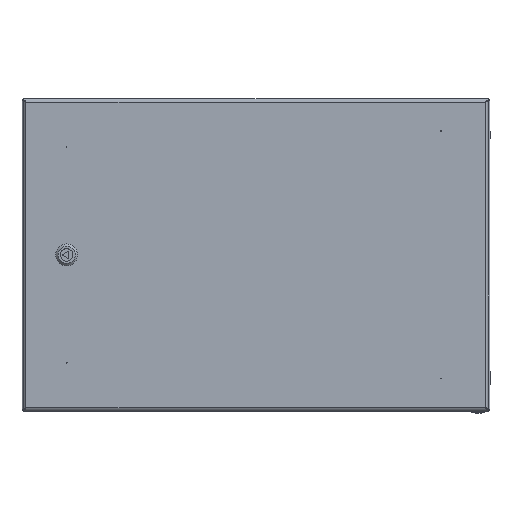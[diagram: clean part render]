
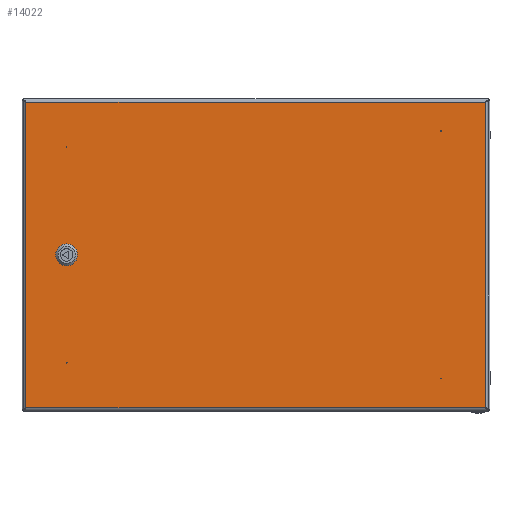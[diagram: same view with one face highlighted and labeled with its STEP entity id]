
A CAD part, top view. The second image highlights one B-rep face of the part: STEP entity #14022.
In plain terms, the highlighted face is planar.
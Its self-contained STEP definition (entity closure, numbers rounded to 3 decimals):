
#213 = EDGE_CURVE ( 'NONE', #10987, #48820, #24043, .T. ) ;
#236 = EDGE_LOOP ( 'NONE', ( #44975 ) ) ;
#486 = CARTESIAN_POINT ( 'NONE',  ( 252.75, 4.637, -1. ) ) ;
#692 = DIRECTION ( 'NONE',  ( 1., 0., 0. ) ) ;
#699 = DIRECTION ( 'NONE',  ( 1., 0., 0. ) ) ;
#1718 = DIRECTION ( 'NONE',  ( 0., 1., 0. ) ) ;
#2032 = AXIS2_PLACEMENT_3D ( 'NONE', #41560, #38106, #8684 ) ;
#2359 = DIRECTION ( 'NONE',  ( 1., 0., 0. ) ) ;
#2790 = EDGE_CURVE ( 'NONE', #47807, #7909, #17084, .T. ) ;
#3494 = EDGE_CURVE ( 'NONE', #39618, #21226, #16571, .T. ) ;
#4213 = VECTOR ( 'NONE', #50324, 1000. ) ;
#4381 = DIRECTION ( 'NONE',  ( 1., 0., 0. ) ) ;
#4549 = DIRECTION ( 'NONE',  ( 0., 0., 1. ) ) ;
#4639 = CARTESIAN_POINT ( 'NONE',  ( 247.137, -10.25, -1. ) ) ;
#4641 = VECTOR ( 'NONE', #34421, 1000. ) ;
#4872 = CARTESIAN_POINT ( 'NONE',  ( 237.863, 10.25, -1. ) ) ;
#5324 = EDGE_CURVE ( 'NONE', #48820, #39618, #44996, .T. ) ;
#5620 = CARTESIAN_POINT ( 'NONE',  ( 247.137, 10.25, -1. ) ) ;
#5806 = EDGE_LOOP ( 'NONE', ( #38088, #36413, #10378, #10055, #14500, #20793, #46329, #25165 ) ) ;
#7061 = CARTESIAN_POINT ( 'NONE',  ( 252.75, -4.637, -1. ) ) ;
#7847 = LINE ( 'NONE', #19876, #15518 ) ;
#7909 = VERTEX_POINT ( 'NONE', #4872 ) ;
#8513 = VERTEX_POINT ( 'NONE', #486 ) ;
#8611 = EDGE_CURVE ( 'NONE', #21418, #52790, #34118, .T. ) ;
#8684 = DIRECTION ( 'NONE',  ( 1., 0., 0. ) ) ;
#9203 = ORIENTED_EDGE ( 'NONE', *, *, #8611, .T. ) ;
#9315 = VERTEX_POINT ( 'NONE', #18955 ) ;
#9431 = CARTESIAN_POINT ( 'NONE',  ( 242.5, 0., -1. ) ) ;
#9515 = ORIENTED_EDGE ( 'NONE', *, *, #35168, .T. ) ;
#9571 = AXIS2_PLACEMENT_3D ( 'NONE', #48406, #52149, #48924 ) ;
#10055 = ORIENTED_EDGE ( 'NONE', *, *, #5324, .T. ) ;
#10378 = ORIENTED_EDGE ( 'NONE', *, *, #213, .T. ) ;
#10987 = VERTEX_POINT ( 'NONE', #13125 ) ;
#11746 = EDGE_CURVE ( 'NONE', #37469, #40939, #38078, .T. ) ;
#12498 = CARTESIAN_POINT ( 'NONE',  ( 1487.5, -195.8, -1. ) ) ;
#12812 = DIRECTION ( 'NONE',  ( 1., 0., 0. ) ) ;
#13014 = CIRCLE ( 'NONE', #42900, 11.25 ) ;
#13125 = CARTESIAN_POINT ( 'NONE',  ( 232.25, -4.637, -1. ) ) ;
#13714 = CARTESIAN_POINT ( 'NONE',  ( 237.863, -10.25, -1. ) ) ;
#14022 = ADVANCED_FACE ( 'NONE', ( #27589, #22253, #38563, #20595, #28113, #20084 ), #40415, .F. ) ;
#14115 = VECTOR ( 'NONE', #4381, 1000. ) ;
#14500 = ORIENTED_EDGE ( 'NONE', *, *, #3494, .T. ) ;
#15518 = VECTOR ( 'NONE', #45954, 1000. ) ;
#15704 = AXIS2_PLACEMENT_3D ( 'NONE', #20470, #33282, #699 ) ;
#15940 = CARTESIAN_POINT ( 'NONE',  ( -237.5, -158.5, -1. ) ) ;
#16571 = CIRCLE ( 'NONE', #15704, 11.25 ) ;
#16632 = EDGE_LOOP ( 'NONE', ( #17442 ) ) ;
#16841 = DIRECTION ( 'NONE',  ( -1., 0., 0. ) ) ;
#17084 = LINE ( 'NONE', #5620, #22501 ) ;
#17442 = ORIENTED_EDGE ( 'NONE', *, *, #29265, .T. ) ;
#17628 = CARTESIAN_POINT ( 'NONE',  ( -294.8, -195.8, -1. ) ) ;
#17985 = LINE ( 'NONE', #42583, #50667 ) ;
#18001 = ORIENTED_EDGE ( 'NONE', *, *, #37727, .T. ) ;
#18955 = CARTESIAN_POINT ( 'NONE',  ( 232.25, 4.637, -1. ) ) ;
#19876 = CARTESIAN_POINT ( 'NONE',  ( 294.8, 1686., -1. ) ) ;
#20084 = FACE_BOUND ( 'NONE', #5806, .T. ) ;
#20429 = EDGE_LOOP ( 'NONE', ( #9515 ) ) ;
#20470 = CARTESIAN_POINT ( 'NONE',  ( 242.5, 0., -1. ) ) ;
#20595 = FACE_BOUND ( 'NONE', #44820, .T. ) ;
#20609 = ORIENTED_EDGE ( 'NONE', *, *, #22408, .F. ) ;
#20793 = ORIENTED_EDGE ( 'NONE', *, *, #42114, .T. ) ;
#21033 = DIRECTION ( 'NONE',  ( -1., 0., 0. ) ) ;
#21226 = VERTEX_POINT ( 'NONE', #7061 ) ;
#21418 = VERTEX_POINT ( 'NONE', #23903 ) ;
#21622 = CIRCLE ( 'NONE', #2032, 11.25 ) ;
#21746 = EDGE_CURVE ( 'NONE', #7909, #9315, #21622, .T. ) ;
#21888 = DIRECTION ( 'NONE',  ( -1., 0., 0. ) ) ;
#22253 = FACE_BOUND ( 'NONE', #20429, .T. ) ;
#22330 = VERTEX_POINT ( 'NONE', #45829 ) ;
#22408 = EDGE_CURVE ( 'NONE', #40939, #52790, #31075, .T. ) ;
#22501 = VECTOR ( 'NONE', #16841, 1000. ) ;
#22955 = DIRECTION ( 'NONE',  ( 0., 0., 1. ) ) ;
#23086 = EDGE_CURVE ( 'NONE', #9315, #10987, #34146, .T. ) ;
#23746 = CARTESIAN_POINT ( 'NONE',  ( 242.5, -138.5, -1. ) ) ;
#23903 = CARTESIAN_POINT ( 'NONE',  ( 294.8, -195.8, -1. ) ) ;
#23991 = CARTESIAN_POINT ( 'NONE',  ( -238., 158.5, -1. ) ) ;
#24043 = CIRCLE ( 'NONE', #40247, 11.25 ) ;
#25165 = ORIENTED_EDGE ( 'NONE', *, *, #2790, .T. ) ;
#25212 = EDGE_CURVE ( 'NONE', #48550, #48550, #50713, .T. ) ;
#25756 = ORIENTED_EDGE ( 'NONE', *, *, #11746, .F. ) ;
#25899 = DIRECTION ( 'NONE',  ( 0., 0., 1. ) ) ;
#26087 = VERTEX_POINT ( 'NONE', #46089 ) ;
#26526 = CARTESIAN_POINT ( 'NONE',  ( -294.8, 1686., -1. ) ) ;
#27589 = FACE_BOUND ( 'NONE', #16632, .T. ) ;
#27708 = AXIS2_PLACEMENT_3D ( 'NONE', #43251, #25899, #21888 ) ;
#28113 = FACE_OUTER_BOUND ( 'NONE', #44765, .T. ) ;
#28319 = AXIS2_PLACEMENT_3D ( 'NONE', #15940, #41035, #692 ) ;
#29265 = EDGE_CURVE ( 'NONE', #49575, #49575, #49286, .T. ) ;
#30141 = DIRECTION ( 'NONE',  ( 0., 0., 1. ) ) ;
#30681 = CARTESIAN_POINT ( 'NONE',  ( 232.25, 4.637, -1. ) ) ;
#30951 = CARTESIAN_POINT ( 'NONE',  ( 242.5, 138.5, -1. ) ) ;
#31075 = LINE ( 'NONE', #26526, #31105 ) ;
#31105 = VECTOR ( 'NONE', #43358, 1000. ) ;
#33249 = CIRCLE ( 'NONE', #46010, 0.5 ) ;
#33282 = DIRECTION ( 'NONE',  ( 0., 0., 1. ) ) ;
#34118 = LINE ( 'NONE', #12498, #40688 ) ;
#34146 = LINE ( 'NONE', #30681, #4641 ) ;
#34421 = DIRECTION ( 'NONE',  ( 0., -1., 0. ) ) ;
#34571 = CARTESIAN_POINT ( 'NONE',  ( -294.8, 195.8, -1. ) ) ;
#35168 = EDGE_CURVE ( 'NONE', #22330, #22330, #33249, .T. ) ;
#35372 = CARTESIAN_POINT ( 'NONE',  ( 247.137, 10.25, -1. ) ) ;
#35688 = AXIS2_PLACEMENT_3D ( 'NONE', #23746, #22955, #43245 ) ;
#36413 = ORIENTED_EDGE ( 'NONE', *, *, #23086, .T. ) ;
#36810 = CARTESIAN_POINT ( 'NONE',  ( 242., -138.5, -1. ) ) ;
#37062 = CARTESIAN_POINT ( 'NONE',  ( 247.137, -10.25, -1. ) ) ;
#37280 = EDGE_CURVE ( 'NONE', #26087, #26087, #49599, .T. ) ;
#37469 = VERTEX_POINT ( 'NONE', #46340 ) ;
#37727 = EDGE_CURVE ( 'NONE', #37469, #21418, #7847, .T. ) ;
#38078 = LINE ( 'NONE', #50061, #4213 ) ;
#38088 = ORIENTED_EDGE ( 'NONE', *, *, #21746, .T. ) ;
#38106 = DIRECTION ( 'NONE',  ( 0., 0., 1. ) ) ;
#38563 = FACE_BOUND ( 'NONE', #236, .T. ) ;
#39618 = VERTEX_POINT ( 'NONE', #37062 ) ;
#40247 = AXIS2_PLACEMENT_3D ( 'NONE', #45151, #4549, #12812 ) ;
#40415 = PLANE ( 'NONE',  #9571 ) ;
#40688 = VECTOR ( 'NONE', #21033, 1000. ) ;
#40757 = EDGE_CURVE ( 'NONE', #8513, #47807, #13014, .T. ) ;
#40939 = VERTEX_POINT ( 'NONE', #34571 ) ;
#41035 = DIRECTION ( 'NONE',  ( 0., 0., 1. ) ) ;
#41521 = DIRECTION ( 'NONE',  ( 0., 0., 1. ) ) ;
#41560 = CARTESIAN_POINT ( 'NONE',  ( 242.5, 0., -1. ) ) ;
#42114 = EDGE_CURVE ( 'NONE', #21226, #8513, #17985, .T. ) ;
#42219 = ORIENTED_EDGE ( 'NONE', *, *, #37280, .T. ) ;
#42583 = CARTESIAN_POINT ( 'NONE',  ( 252.75, 4.637, -1. ) ) ;
#42900 = AXIS2_PLACEMENT_3D ( 'NONE', #9431, #41521, #45779 ) ;
#43245 = DIRECTION ( 'NONE',  ( -1., 0., 0. ) ) ;
#43251 = CARTESIAN_POINT ( 'NONE',  ( -237.5, 158.5, -1. ) ) ;
#43358 = DIRECTION ( 'NONE',  ( 0., -1., 0. ) ) ;
#44765 = EDGE_LOOP ( 'NONE', ( #20609, #25756, #18001, #9203 ) ) ;
#44820 = EDGE_LOOP ( 'NONE', ( #42219 ) ) ;
#44975 = ORIENTED_EDGE ( 'NONE', *, *, #25212, .T. ) ;
#44996 = LINE ( 'NONE', #4639, #14115 ) ;
#45151 = CARTESIAN_POINT ( 'NONE',  ( 242.5, 0., -1. ) ) ;
#45779 = DIRECTION ( 'NONE',  ( 1., 0., 0. ) ) ;
#45829 = CARTESIAN_POINT ( 'NONE',  ( 243., 138.5, -1. ) ) ;
#45954 = DIRECTION ( 'NONE',  ( 0., -1., 0. ) ) ;
#46010 = AXIS2_PLACEMENT_3D ( 'NONE', #30951, #30141, #2359 ) ;
#46089 = CARTESIAN_POINT ( 'NONE',  ( -237., -158.5, -1. ) ) ;
#46329 = ORIENTED_EDGE ( 'NONE', *, *, #40757, .T. ) ;
#46340 = CARTESIAN_POINT ( 'NONE',  ( 294.8, 195.8, -1. ) ) ;
#47807 = VERTEX_POINT ( 'NONE', #35372 ) ;
#48406 = CARTESIAN_POINT ( 'NONE',  ( 0., 0., -1. ) ) ;
#48550 = VERTEX_POINT ( 'NONE', #23991 ) ;
#48820 = VERTEX_POINT ( 'NONE', #13714 ) ;
#48924 = DIRECTION ( 'NONE',  ( 1., 0., 0. ) ) ;
#49286 = CIRCLE ( 'NONE', #35688, 0.5 ) ;
#49575 = VERTEX_POINT ( 'NONE', #36810 ) ;
#49599 = CIRCLE ( 'NONE', #28319, 0.5 ) ;
#50061 = CARTESIAN_POINT ( 'NONE',  ( 1487.5, 195.8, -1. ) ) ;
#50324 = DIRECTION ( 'NONE',  ( -1., 0., 0. ) ) ;
#50667 = VECTOR ( 'NONE', #1718, 1000. ) ;
#50713 = CIRCLE ( 'NONE', #27708, 0.5 ) ;
#52149 = DIRECTION ( 'NONE',  ( 0., 0., 1. ) ) ;
#52790 = VERTEX_POINT ( 'NONE', #17628 ) ;
